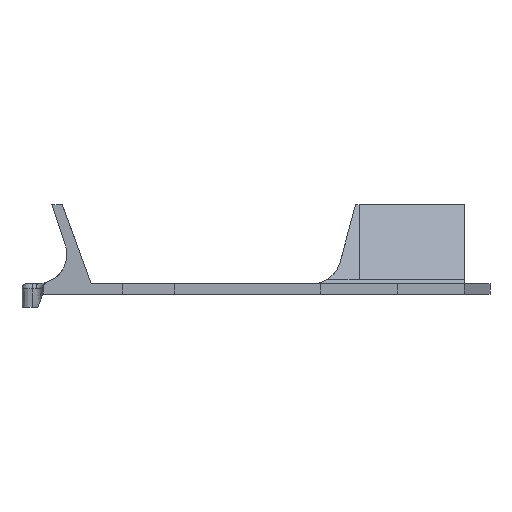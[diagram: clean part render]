
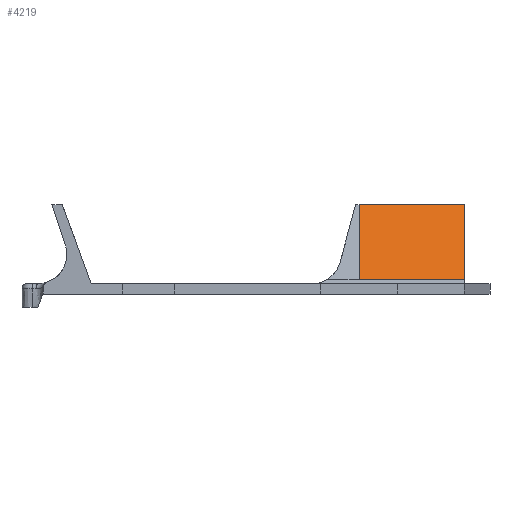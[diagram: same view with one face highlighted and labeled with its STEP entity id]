
A CAD part, front view. The second image highlights one B-rep face of the part: STEP entity #4219.
In plain terms, the highlighted planar face has unit normal (0, -0.939, 0.345).
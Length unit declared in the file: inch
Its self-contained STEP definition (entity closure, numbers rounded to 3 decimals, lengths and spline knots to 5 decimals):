
#288 = EDGE_LOOP ( 'NONE', ( #4355, #4640, #5052, #6103 ) ) ;
#616 = PLANE ( 'NONE',  #6978 ) ;
#920 = CARTESIAN_POINT ( 'NONE',  ( 3., 7.55725, 0.13736 ) ) ;
#1523 = VERTEX_POINT ( 'NONE', #3339 ) ;
#1553 = VECTOR ( 'NONE', #1631, 39.37008 ) ;
#1631 = DIRECTION ( 'NONE',  ( 0., -0.345, -0.939 ) ) ;
#1677 = CARTESIAN_POINT ( 'NONE',  ( 0., 7.55725, 0.13736 ) ) ;
#1748 = LINE ( 'NONE', #4564, #7563 ) ;
#2058 = EDGE_CURVE ( 'NONE', #3518, #1523, #4760, .T. ) ;
#3105 = LINE ( 'NONE', #3805, #1553 ) ;
#3335 = CARTESIAN_POINT ( 'NONE',  ( 3., 7.55725, 0.13736 ) ) ;
#3339 = CARTESIAN_POINT ( 'NONE',  ( 3., 7.81888, 0.85 ) ) ;
#3402 = CARTESIAN_POINT ( 'NONE',  ( 4., 7.81888, 0.85 ) ) ;
#3518 = VERTEX_POINT ( 'NONE', #920 ) ;
#3588 = EDGE_CURVE ( 'NONE', #1523, #5247, #1748, .T. ) ;
#3805 = CARTESIAN_POINT ( 'NONE',  ( 4., 7.59775, 0.24767 ) ) ;
#3941 = CARTESIAN_POINT ( 'NONE',  ( 0., 7.81888, 0.85 ) ) ;
#4024 = EDGE_CURVE ( 'NONE', #5247, #8129, #3105, .T. ) ;
#4219 = ADVANCED_FACE ( 'NONE', ( #5456 ), #616, .F. ) ;
#4355 = ORIENTED_EDGE ( 'NONE', *, *, #4024, .F. ) ;
#4564 = CARTESIAN_POINT ( 'NONE',  ( 0., 7.81888, 0.85 ) ) ;
#4614 = DIRECTION ( 'NONE',  ( 0., 0.345, 0.939 ) ) ;
#4640 = ORIENTED_EDGE ( 'NONE', *, *, #3588, .F. ) ;
#4760 = LINE ( 'NONE', #3335, #7087 ) ;
#5052 = ORIENTED_EDGE ( 'NONE', *, *, #2058, .F. ) ;
#5247 = VERTEX_POINT ( 'NONE', #3402 ) ;
#5272 = LINE ( 'NONE', #1677, #7244 ) ;
#5412 = DIRECTION ( 'NONE',  ( 0., 0.939, -0.345 ) ) ;
#5456 = FACE_OUTER_BOUND ( 'NONE', #288, .T. ) ;
#5984 = DIRECTION ( 'NONE',  ( 1., 0., 0. ) ) ;
#6103 = ORIENTED_EDGE ( 'NONE', *, *, #6702, .F. ) ;
#6702 = EDGE_CURVE ( 'NONE', #8129, #3518, #5272, .T. ) ;
#6978 = AXIS2_PLACEMENT_3D ( 'NONE', #3941, #5412, #7610 ) ;
#7087 = VECTOR ( 'NONE', #4614, 39.37008 ) ;
#7216 = CARTESIAN_POINT ( 'NONE',  ( 4., 7.55725, 0.13736 ) ) ;
#7244 = VECTOR ( 'NONE', #7474, 39.37008 ) ;
#7474 = DIRECTION ( 'NONE',  ( -1., 0., 0. ) ) ;
#7563 = VECTOR ( 'NONE', #5984, 39.37008 ) ;
#7610 = DIRECTION ( 'NONE',  ( 1., 0., 0. ) ) ;
#8129 = VERTEX_POINT ( 'NONE', #7216 ) ;
